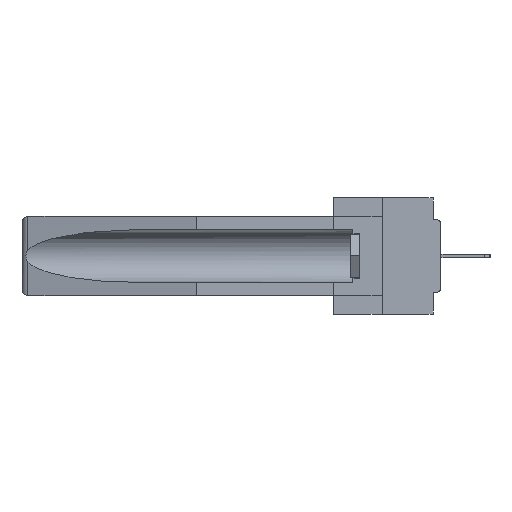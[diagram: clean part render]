
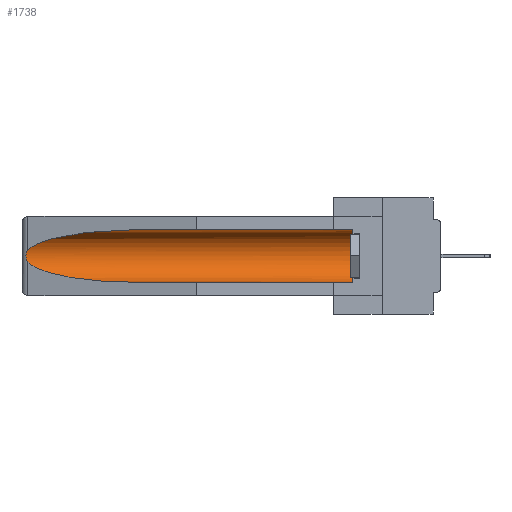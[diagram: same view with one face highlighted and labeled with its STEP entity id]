
A CAD part, left-side view. The second image highlights one B-rep face of the part: STEP entity #1738.
In plain terms, the highlighted cylindrical face has radius 2.857 mm (diameter 5.715 mm), a partial arc.
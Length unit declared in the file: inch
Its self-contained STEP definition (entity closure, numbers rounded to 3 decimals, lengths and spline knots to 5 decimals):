
#503 = CARTESIAN_POINT ( 'NONE',  ( 0.26654, 1.53092, -0.15636 ) ) ;
#802 = CARTESIAN_POINT ( 'NONE',  ( 0.26655, 1.53094, -0.18657 ) ) ;
#924 = CARTESIAN_POINT ( 'NONE',  ( 0.155, 1.07973, -0.059 ) ) ;
#1257 = CIRCLE ( 'NONE', #5184, 0.1125 ) ;
#1738 = ADVANCED_FACE ( 'NONE', ( #19991 ), #12939, .F. ) ;
#2928 = EDGE_CURVE ( 'NONE', #20253, #21354, #17533, .T. ) ;
#3104 = CARTESIAN_POINT ( 'NONE',  ( 0.2675, 1.53308, -0.17534 ) ) ;
#3169 =( BOUNDED_CURVE ( )  B_SPLINE_CURVE ( 3, ( #22461, #26899, #24154, #17062 ),
 .UNSPECIFIED., .F., .F. ) 
 B_SPLINE_CURVE_WITH_KNOTS ( ( 4, 4 ),
 ( 0.1948, 1.5708 ),
 .UNSPECIFIED. ) 
 CURVE ( )  GEOMETRIC_REPRESENTATION_ITEM ( )  RATIONAL_B_SPLINE_CURVE ( ( 1., 0.848, 0.848, 1. ) ) 
 REPRESENTATION_ITEM ( '' )  );
#3583 = CARTESIAN_POINT ( 'NONE',  ( 0.21114, 1.30732, -0.059 ) ) ;
#3990 = ORIENTED_EDGE ( 'NONE', *, *, #2928, .T. ) ;
#3996 = CARTESIAN_POINT ( 'NONE',  ( 0.155, 0.126, -0.059 ) ) ;
#5105 = CARTESIAN_POINT ( 'NONE',  ( 0.2673, 1.5327, -0.16383 ) ) ;
#5184 = AXIS2_PLACEMENT_3D ( 'NONE', #29656, #6177, #17954 ) ;
#5260 = DIRECTION ( 'NONE',  ( 0., 1., 0. ) ) ;
#5265 = CARTESIAN_POINT ( 'NONE',  ( 0.2675, 1.53308, -0.16763 ) ) ;
#5892 = DIRECTION ( 'NONE',  ( 0., 0., 1. ) ) ;
#6177 = DIRECTION ( 'NONE',  ( 0., -1., 0. ) ) ;
#6492 = B_SPLINE_CURVE_WITH_KNOTS ( 'NONE', 3,
 ( #21953, #23662, #503, #5105, #5265, #3104, #21810, #802, #9847, #19190 ),
 .UNSPECIFIED., .F., .F.,
 ( 4, 2, 2, 2, 4 ),
 ( 0., 0.00029, 0.00058, 0.00087, 0.00117 ),
 .UNSPECIFIED. ) ;
#7087 = EDGE_CURVE ( 'NONE', #20296, #17567, #6492, .T. ) ;
#7392 = LINE ( 'NONE', #19029, #8994 ) ;
#8059 = EDGE_CURVE ( 'NONE', #19892, #20253, #1257, .T. ) ;
#8212 = DIRECTION ( 'NONE',  ( 0., 1., 0. ) ) ;
#8473 = CARTESIAN_POINT ( 'NONE',  ( 0.26537, 1.52718, -0.19328 ) ) ;
#8994 = VECTOR ( 'NONE', #5260, 39.37008 ) ;
#9235 = EDGE_LOOP ( 'NONE', ( #10264, #22368, #9657, #18005, #15129, #3990 ) ) ;
#9488 = VERTEX_POINT ( 'NONE', #21174 ) ;
#9657 = ORIENTED_EDGE ( 'NONE', *, *, #29507, .T. ) ;
#9847 = CARTESIAN_POINT ( 'NONE',  ( 0.26597, 1.5296, -0.19026 ) ) ;
#10264 = ORIENTED_EDGE ( 'NONE', *, *, #14071, .T. ) ;
#10495 = CARTESIAN_POINT ( 'NONE',  ( 0.155, -0.30754, -0.1715 ) ) ;
#10605 =( BOUNDED_CURVE ( )  B_SPLINE_CURVE ( 3, ( #24595, #3583, #13396, #22306 ),
 .UNSPECIFIED., .F., .T. ) 
 B_SPLINE_CURVE_WITH_KNOTS ( ( 4, 4 ),
 ( 4.71239, 6.08839 ),
 .UNSPECIFIED. ) 
 CURVE ( )  GEOMETRIC_REPRESENTATION_ITEM ( )  RATIONAL_B_SPLINE_CURVE ( ( 1., 0.848, 0.848, 1. ) ) 
 REPRESENTATION_ITEM ( '' )  );
#10660 = CARTESIAN_POINT ( 'NONE',  ( 0.155, -0.30754, -0.059 ) ) ;
#12939 = CYLINDRICAL_SURFACE ( 'NONE', #15812, 0.1125 ) ;
#13396 = CARTESIAN_POINT ( 'NONE',  ( 0.25451, 1.48313, -0.09465 ) ) ;
#14071 = EDGE_CURVE ( 'NONE', #21354, #20296, #10605, .T. ) ;
#14222 = EDGE_CURVE ( 'NONE', #19892, #9488, #7392, .T. ) ;
#14531 = CARTESIAN_POINT ( 'NONE',  ( 0.26537, 1.52718, -0.14972 ) ) ;
#14703 = VECTOR ( 'NONE', #24618, 39.37008 ) ;
#15129 = ORIENTED_EDGE ( 'NONE', *, *, #8059, .T. ) ;
#15812 = AXIS2_PLACEMENT_3D ( 'NONE', #10495, #8212, #5892 ) ;
#17062 = CARTESIAN_POINT ( 'NONE',  ( 0.155, 1.07973, -0.284 ) ) ;
#17533 = LINE ( 'NONE', #10660, #14703 ) ;
#17567 = VERTEX_POINT ( 'NONE', #8473 ) ;
#17954 = DIRECTION ( 'NONE',  ( 0., 0., 1. ) ) ;
#18005 = ORIENTED_EDGE ( 'NONE', *, *, #14222, .F. ) ;
#19029 = CARTESIAN_POINT ( 'NONE',  ( 0.155, -0.30754, -0.284 ) ) ;
#19190 = CARTESIAN_POINT ( 'NONE',  ( 0.26537, 1.52718, -0.19328 ) ) ;
#19892 = VERTEX_POINT ( 'NONE', #29726 ) ;
#19991 = FACE_OUTER_BOUND ( 'NONE', #9235, .T. ) ;
#20253 = VERTEX_POINT ( 'NONE', #3996 ) ;
#20296 = VERTEX_POINT ( 'NONE', #14531 ) ;
#21174 = CARTESIAN_POINT ( 'NONE',  ( 0.155, 1.07973, -0.284 ) ) ;
#21354 = VERTEX_POINT ( 'NONE', #924 ) ;
#21810 = CARTESIAN_POINT ( 'NONE',  ( 0.2673, 1.53269, -0.17917 ) ) ;
#21953 = CARTESIAN_POINT ( 'NONE',  ( 0.26537, 1.52718, -0.14972 ) ) ;
#22306 = CARTESIAN_POINT ( 'NONE',  ( 0.26537, 1.52718, -0.14972 ) ) ;
#22368 = ORIENTED_EDGE ( 'NONE', *, *, #7087, .T. ) ;
#22461 = CARTESIAN_POINT ( 'NONE',  ( 0.26537, 1.52718, -0.19328 ) ) ;
#23662 = CARTESIAN_POINT ( 'NONE',  ( 0.26597, 1.52961, -0.15275 ) ) ;
#24154 = CARTESIAN_POINT ( 'NONE',  ( 0.21114, 1.30732, -0.284 ) ) ;
#24595 = CARTESIAN_POINT ( 'NONE',  ( 0.155, 1.07973, -0.059 ) ) ;
#24618 = DIRECTION ( 'NONE',  ( 0., 1., 0. ) ) ;
#26899 = CARTESIAN_POINT ( 'NONE',  ( 0.25451, 1.48313, -0.24835 ) ) ;
#29507 = EDGE_CURVE ( 'NONE', #17567, #9488, #3169, .T. ) ;
#29656 = CARTESIAN_POINT ( 'NONE',  ( 0.155, 0.126, -0.1715 ) ) ;
#29726 = CARTESIAN_POINT ( 'NONE',  ( 0.155, 0.126, -0.284 ) ) ;
